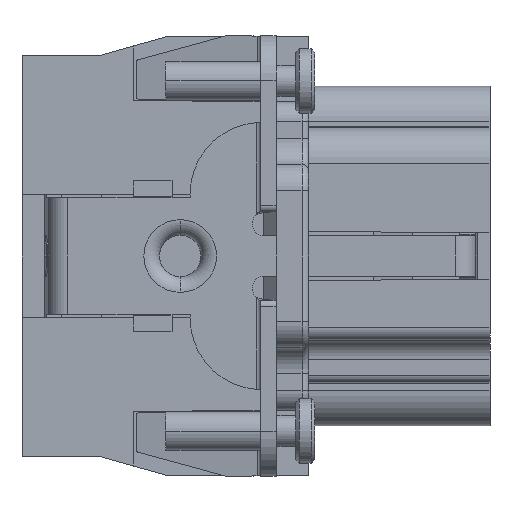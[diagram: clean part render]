
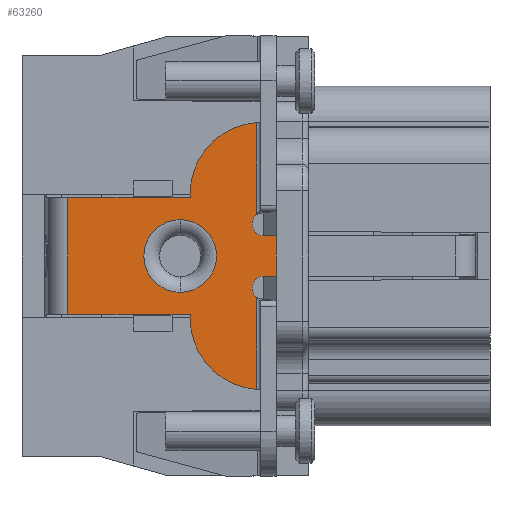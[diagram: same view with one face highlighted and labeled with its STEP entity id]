
A CAD part, left-side view. The second image highlights one B-rep face of the part: STEP entity #63260.
In plain terms, the highlighted planar face has unit normal (-1, 0, 0).
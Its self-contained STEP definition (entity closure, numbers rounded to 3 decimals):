
#2845=DIRECTION('',(0.,0.,1.));
#2846=VECTOR('',#2845,3.1);
#2847=CARTESIAN_POINT('',(-22.9,16.5,-1.55));
#2848=LINE('',#2847,#2846);
#20167=CARTESIAN_POINT('',(-22.9,23.9,0.));
#20168=DIRECTION('',(-1.,0.,0.));
#20169=DIRECTION('',(0.,0.,-1.));
#20170=AXIS2_PLACEMENT_3D('',#20167,#20168,#20169);
#20172=CARTESIAN_POINT('',(-22.9,23.9,0.));
#20173=DIRECTION('',(-1.,0.,0.));
#20174=DIRECTION('',(0.,0.,1.));
#20175=AXIS2_PLACEMENT_3D('',#20172,#20173,#20174);
#20185=DIRECTION('',(0.,1.,0.));
#20186=VECTOR('',#20185,0.929);
#20187=CARTESIAN_POINT('',(-22.9,16.5,-1.55));
#20188=LINE('',#20187,#20186);
#20189=CARTESIAN_POINT('',(-22.9,17.429,-2.475));
#20190=DIRECTION('',(-1.,0.,0.));
#20191=DIRECTION('',(0.,0.,1.));
#20192=AXIS2_PLACEMENT_3D('',#20189,#20190,#20191);
#20194=CARTESIAN_POINT('',(-22.9,17.629,-4.8));
#20195=DIRECTION('',(1.,0.,0.));
#20196=DIRECTION('',(0.,0.067,-0.998));
#20197=AXIS2_PLACEMENT_3D('',#20194,#20195,#20196);
#20199=DIRECTION('',(0.,0.,1.));
#20200=VECTOR('',#20199,0.3);
#20201=CARTESIAN_POINT('',(-22.9,23.129,-4.8));
#20202=LINE('',#20201,#20200);
#20203=DIRECTION('',(0.,1.,0.));
#20204=VECTOR('',#20203,1.4);
#20205=CARTESIAN_POINT('',(-22.9,23.129,-4.5));
#20206=LINE('',#20205,#20204);
#20207=DIRECTION('',(0.,0.,-1.));
#20208=VECTOR('',#20207,0.05);
#20209=CARTESIAN_POINT('',(-22.9,24.529,-4.5));
#20210=LINE('',#20209,#20208);
#20211=DIRECTION('',(0.,0.,1.));
#20212=VECTOR('',#20211,0.05);
#20213=CARTESIAN_POINT('',(-22.9,27.529,-4.55));
#20214=LINE('',#20213,#20212);
#20215=DIRECTION('',(0.,1.,0.));
#20216=VECTOR('',#20215,5.05);
#20217=CARTESIAN_POINT('',(-22.9,27.529,-4.5));
#20218=LINE('',#20217,#20216);
#20219=DIRECTION('',(0.,-1.,0.));
#20220=VECTOR('',#20219,5.05);
#20221=CARTESIAN_POINT('',(-22.9,32.579,4.5));
#20222=LINE('',#20221,#20220);
#20223=DIRECTION('',(0.,0.,1.));
#20224=VECTOR('',#20223,0.05);
#20225=CARTESIAN_POINT('',(-22.9,27.529,4.5));
#20226=LINE('',#20225,#20224);
#20227=DIRECTION('',(0.,0.,-1.));
#20228=VECTOR('',#20227,0.05);
#20229=CARTESIAN_POINT('',(-22.9,24.529,4.55));
#20230=LINE('',#20229,#20228);
#20231=DIRECTION('',(0.,-1.,0.));
#20232=VECTOR('',#20231,1.4);
#20233=CARTESIAN_POINT('',(-22.9,24.529,4.5));
#20234=LINE('',#20233,#20232);
#20235=DIRECTION('',(0.,0.,1.));
#20236=VECTOR('',#20235,0.3);
#20237=CARTESIAN_POINT('',(-22.9,23.129,4.5));
#20238=LINE('',#20237,#20236);
#20239=CARTESIAN_POINT('',(-22.9,17.629,4.8));
#20240=DIRECTION('',(1.,0.,0.));
#20241=DIRECTION('',(0.,1.,0.));
#20242=AXIS2_PLACEMENT_3D('',#20239,#20240,#20241);
#20244=CARTESIAN_POINT('',(-22.9,17.429,2.475));
#20245=DIRECTION('',(-1.,0.,0.));
#20246=DIRECTION('',(0.,0.618,0.787));
#20247=AXIS2_PLACEMENT_3D('',#20244,#20245,#20246);
#20249=DIRECTION('',(0.,-1.,0.));
#20250=VECTOR('',#20249,0.929);
#20251=CARTESIAN_POINT('',(-22.9,17.429,1.55));
#20252=LINE('',#20251,#20250);
#20384=DIRECTION('',(0.,0.,1.));
#20385=VECTOR('',#20384,7.085);
#20386=CARTESIAN_POINT('',(-22.9,18.,3.203));
#20387=LINE('',#20386,#20385);
#20548=DIRECTION('',(0.,1.,0.));
#20549=VECTOR('',#20548,3.);
#20550=CARTESIAN_POINT('',(-22.9,24.529,4.55));
#20551=LINE('',#20550,#20549);
#20701=DIRECTION('',(0.,0.,-1.));
#20702=VECTOR('',#20701,9.);
#20703=CARTESIAN_POINT('',(-22.9,32.579,4.5));
#20704=LINE('',#20703,#20702);
#20812=DIRECTION('',(0.,-1.,0.));
#20813=VECTOR('',#20812,3.);
#20814=CARTESIAN_POINT('',(-22.9,27.529,-4.55));
#20815=LINE('',#20814,#20813);
#20865=DIRECTION('',(0.,0.,1.));
#20866=VECTOR('',#20865,7.085);
#20867=CARTESIAN_POINT('',(-22.9,18.,-10.287));
#20868=LINE('',#20867,#20866);
#33473=CARTESIAN_POINT('',(-22.9,27.529,4.55));
#33474=VERTEX_POINT('',#33473);
#33479=CARTESIAN_POINT('',(-22.9,24.529,4.55));
#33480=VERTEX_POINT('',#33479);
#33554=CARTESIAN_POINT('',(-22.9,17.429,-1.55));
#33555=VERTEX_POINT('',#33554);
#33556=CARTESIAN_POINT('',(-22.9,18.,-3.203));
#33557=VERTEX_POINT('',#33556);
#33566=CARTESIAN_POINT('',(-22.9,18.,-10.287));
#33567=VERTEX_POINT('',#33566);
#33568=CARTESIAN_POINT('',(-22.9,23.129,-4.8));
#33569=VERTEX_POINT('',#33568);
#33570=CARTESIAN_POINT('',(-22.9,23.129,-4.5));
#33571=VERTEX_POINT('',#33570);
#33572=CARTESIAN_POINT('',(-22.9,24.529,-4.5));
#33573=VERTEX_POINT('',#33572);
#33574=CARTESIAN_POINT('',(-22.9,24.529,-4.55));
#33575=VERTEX_POINT('',#33574);
#33588=CARTESIAN_POINT('',(-22.9,27.529,-4.55));
#33590=VERTEX_POINT('',#33588);
#33596=CARTESIAN_POINT('',(-22.9,27.529,-4.5));
#33597=VERTEX_POINT('',#33596);
#33598=CARTESIAN_POINT('',(-22.9,32.579,-4.5));
#33599=VERTEX_POINT('',#33598);
#33600=CARTESIAN_POINT('',(-22.9,32.579,4.5));
#33601=VERTEX_POINT('',#33600);
#33602=CARTESIAN_POINT('',(-22.9,27.529,4.5));
#33603=VERTEX_POINT('',#33602);
#33604=CARTESIAN_POINT('',(-22.9,24.529,4.5));
#33605=VERTEX_POINT('',#33604);
#33606=CARTESIAN_POINT('',(-22.9,23.129,4.5));
#33607=VERTEX_POINT('',#33606);
#33608=CARTESIAN_POINT('',(-22.9,23.129,4.8));
#33609=VERTEX_POINT('',#33608);
#33610=CARTESIAN_POINT('',(-22.9,18.,10.287));
#33611=VERTEX_POINT('',#33610);
#33612=CARTESIAN_POINT('',(-22.9,18.,3.203));
#33613=VERTEX_POINT('',#33612);
#33614=CARTESIAN_POINT('',(-22.9,17.429,1.55));
#33615=VERTEX_POINT('',#33614);
#33616=CARTESIAN_POINT('',(-22.9,23.9,-2.8));
#33617=CARTESIAN_POINT('',(-22.9,23.9,2.8));
#33618=VERTEX_POINT('',#33616);
#33619=VERTEX_POINT('',#33617);
#33892=CARTESIAN_POINT('',(-22.9,16.5,-1.55));
#33894=VERTEX_POINT('',#33892);
#33900=CARTESIAN_POINT('',(-22.9,16.5,1.55));
#33901=VERTEX_POINT('',#33900);
#63205=CARTESIAN_POINT('',(-22.9,11.629,0.));
#63206=DIRECTION('',(-1.,0.,0.));
#63207=DIRECTION('',(0.,0.,1.));
#63208=AXIS2_PLACEMENT_3D('',#63205,#63206,#63207);
#63209=PLANE('',#63208);
#63210=ORIENTED_EDGE('',*,*,#40981,.F.);
#63211=ORIENTED_EDGE('',*,*,#63007,.T.);
#63213=ORIENTED_EDGE('',*,*,#63212,.T.);
#63215=ORIENTED_EDGE('',*,*,#63214,.F.);
#63217=ORIENTED_EDGE('',*,*,#63216,.T.);
#63219=ORIENTED_EDGE('',*,*,#63218,.T.);
#63221=ORIENTED_EDGE('',*,*,#63220,.T.);
#63223=ORIENTED_EDGE('',*,*,#63222,.T.);
#63225=ORIENTED_EDGE('',*,*,#63224,.F.);
#63227=ORIENTED_EDGE('',*,*,#63226,.T.);
#63229=ORIENTED_EDGE('',*,*,#63228,.T.);
#63231=ORIENTED_EDGE('',*,*,#63230,.F.);
#63233=ORIENTED_EDGE('',*,*,#63232,.T.);
#63235=ORIENTED_EDGE('',*,*,#63234,.T.);
#63237=ORIENTED_EDGE('',*,*,#63236,.F.);
#63239=ORIENTED_EDGE('',*,*,#63238,.T.);
#63241=ORIENTED_EDGE('',*,*,#63240,.T.);
#63243=ORIENTED_EDGE('',*,*,#63242,.T.);
#63245=ORIENTED_EDGE('',*,*,#63244,.T.);
#63247=ORIENTED_EDGE('',*,*,#63246,.F.);
#63249=ORIENTED_EDGE('',*,*,#63248,.T.);
#63251=ORIENTED_EDGE('',*,*,#63250,.T.);
#63252=EDGE_LOOP('',(#63210,#63211,#63213,#63215,#63217,#63219,#63221,#63223,
#63225,#63227,#63229,#63231,#63233,#63235,#63237,#63239,#63241,#63243,#63245,
#63247,#63249,#63251));
#63253=FACE_OUTER_BOUND('',#63252,.F.);
#63255=ORIENTED_EDGE('',*,*,#63254,.T.);
#63257=ORIENTED_EDGE('',*,*,#63256,.T.);
#63258=EDGE_LOOP('',(#63255,#63257));
#63259=FACE_BOUND('',#63258,.F.);
#63260=ADVANCED_FACE('',(#63253,#63259),#63209,.T.);
#20171=CIRCLE('',#20170,2.8);
#20176=CIRCLE('',#20175,2.8);
#20193=CIRCLE('',#20192,0.925);
#20198=CIRCLE('',#20197,5.5);
#20243=CIRCLE('',#20242,5.5);
#20248=CIRCLE('',#20247,0.925);
#40981=EDGE_CURVE('',#33894,#33901,#2848,.T.);
#63007=EDGE_CURVE('',#33894,#33555,#20188,.T.);
#63212=EDGE_CURVE('',#33555,#33557,#20193,.T.);
#63214=EDGE_CURVE('',#33567,#33557,#20868,.T.);
#63216=EDGE_CURVE('',#33567,#33569,#20198,.T.);
#63218=EDGE_CURVE('',#33569,#33571,#20202,.T.);
#63220=EDGE_CURVE('',#33571,#33573,#20206,.T.);
#63222=EDGE_CURVE('',#33573,#33575,#20210,.T.);
#63224=EDGE_CURVE('',#33590,#33575,#20815,.T.);
#63226=EDGE_CURVE('',#33590,#33597,#20214,.T.);
#63228=EDGE_CURVE('',#33597,#33599,#20218,.T.);
#63230=EDGE_CURVE('',#33601,#33599,#20704,.T.);
#63232=EDGE_CURVE('',#33601,#33603,#20222,.T.);
#63234=EDGE_CURVE('',#33603,#33474,#20226,.T.);
#63236=EDGE_CURVE('',#33480,#33474,#20551,.T.);
#63238=EDGE_CURVE('',#33480,#33605,#20230,.T.);
#63240=EDGE_CURVE('',#33605,#33607,#20234,.T.);
#63242=EDGE_CURVE('',#33607,#33609,#20238,.T.);
#63244=EDGE_CURVE('',#33609,#33611,#20243,.T.);
#63246=EDGE_CURVE('',#33613,#33611,#20387,.T.);
#63248=EDGE_CURVE('',#33613,#33615,#20248,.T.);
#63250=EDGE_CURVE('',#33615,#33901,#20252,.T.);
#63254=EDGE_CURVE('',#33618,#33619,#20171,.T.);
#63256=EDGE_CURVE('',#33619,#33618,#20176,.T.);
